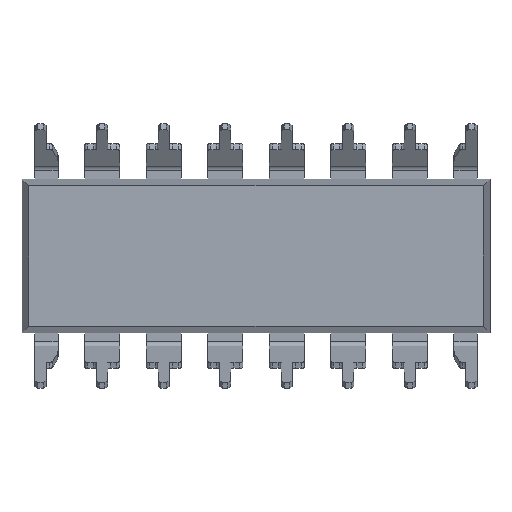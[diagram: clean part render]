
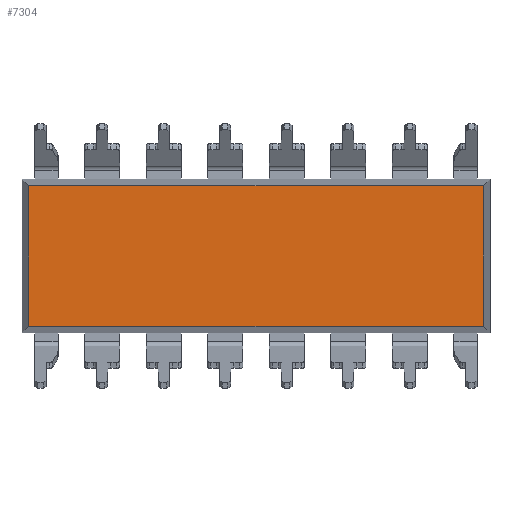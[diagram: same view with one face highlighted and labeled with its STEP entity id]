
A CAD part, front view. The second image highlights one B-rep face of the part: STEP entity #7304.
In plain terms, the highlighted planar face has unit normal (0, -1, 0).
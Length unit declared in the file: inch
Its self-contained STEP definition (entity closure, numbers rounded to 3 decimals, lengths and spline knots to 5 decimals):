
#219 = VERTEX_POINT ( 'NONE', #9579 ) ;
#502 = EDGE_CURVE ( 'NONE', #3654, #219, #9981, .T. ) ;
#828 = VECTOR ( 'NONE', #6185, 39.37008 ) ;
#923 = CARTESIAN_POINT ( 'NONE',  ( 0., 0.02, 0. ) ) ;
#1168 = CARTESIAN_POINT ( 'NONE',  ( 0.36881, 0.02, 0.11381 ) ) ;
#1759 = VECTOR ( 'NONE', #5491, 39.37008 ) ;
#1893 = LINE ( 'NONE', #7925, #1759 ) ;
#1914 = FACE_OUTER_BOUND ( 'NONE', #4568, .T. ) ;
#2134 = ORIENTED_EDGE ( 'NONE', *, *, #5124, .T. ) ;
#3254 = DIRECTION ( 'NONE',  ( 1., 0., 0. ) ) ;
#3447 = CARTESIAN_POINT ( 'NONE',  ( 0.38, 0.02, 0.11381 ) ) ;
#3654 = VERTEX_POINT ( 'NONE', #5032 ) ;
#3674 = LINE ( 'NONE', #4066, #8347 ) ;
#3796 = EDGE_CURVE ( 'NONE', #5493, #9731, #1893, .T. ) ;
#3914 = DIRECTION ( 'NONE',  ( 0., 0., -1. ) ) ;
#4066 = CARTESIAN_POINT ( 'NONE',  ( -0.38, 0.02, -0.11381 ) ) ;
#4121 = PLANE ( 'NONE',  #6498 ) ;
#4568 = EDGE_LOOP ( 'NONE', ( #2134, #6332, #10084, #6825 ) ) ;
#4796 = EDGE_CURVE ( 'NONE', #9731, #3654, #9611, .T. ) ;
#4891 = CARTESIAN_POINT ( 'NONE',  ( 0.36881, 0.02, -0.11381 ) ) ;
#5032 = CARTESIAN_POINT ( 'NONE',  ( -0.36881, 0.02, 0.11381 ) ) ;
#5124 = EDGE_CURVE ( 'NONE', #219, #5493, #3674, .T. ) ;
#5491 = DIRECTION ( 'NONE',  ( 0., 0., 1. ) ) ;
#5493 = VERTEX_POINT ( 'NONE', #4891 ) ;
#6185 = DIRECTION ( 'NONE',  ( -1., 0., 0. ) ) ;
#6332 = ORIENTED_EDGE ( 'NONE', *, *, #3796, .T. ) ;
#6498 = AXIS2_PLACEMENT_3D ( 'NONE', #923, #7425, #9042 ) ;
#6825 = ORIENTED_EDGE ( 'NONE', *, *, #502, .T. ) ;
#7175 = CARTESIAN_POINT ( 'NONE',  ( -0.36881, 0.02, 0.125 ) ) ;
#7274 = VECTOR ( 'NONE', #3914, 39.37008 ) ;
#7304 = ADVANCED_FACE ( 'NONE', ( #1914 ), #4121, .T. ) ;
#7425 = DIRECTION ( 'NONE',  ( 0., -1., 0. ) ) ;
#7925 = CARTESIAN_POINT ( 'NONE',  ( 0.36881, 0.02, -0.125 ) ) ;
#8347 = VECTOR ( 'NONE', #3254, 39.37008 ) ;
#9042 = DIRECTION ( 'NONE',  ( 0., 0., -1. ) ) ;
#9579 = CARTESIAN_POINT ( 'NONE',  ( -0.36881, 0.02, -0.11381 ) ) ;
#9611 = LINE ( 'NONE', #3447, #828 ) ;
#9731 = VERTEX_POINT ( 'NONE', #1168 ) ;
#9981 = LINE ( 'NONE', #7175, #7274 ) ;
#10084 = ORIENTED_EDGE ( 'NONE', *, *, #4796, .T. ) ;
